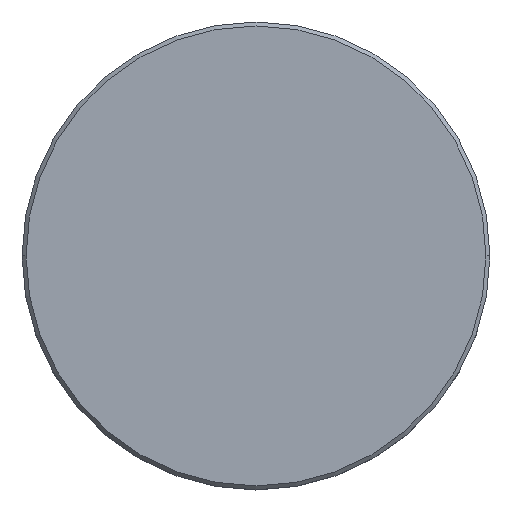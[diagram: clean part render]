
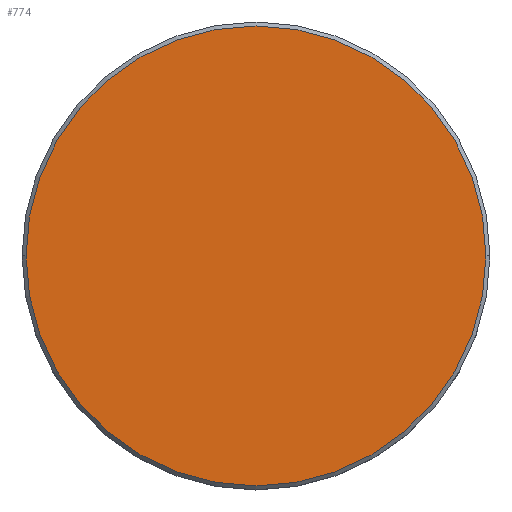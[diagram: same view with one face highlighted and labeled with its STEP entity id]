
A CAD part, top view. The second image highlights one B-rep face of the part: STEP entity #774.
In plain terms, the highlighted planar face has unit normal (0, 0, 1).
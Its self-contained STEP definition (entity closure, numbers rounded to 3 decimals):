
#12 = PLANE ( 'NONE',  #291 ) ;
#53 = DIRECTION ( 'NONE',  ( 0., 0., 1. ) ) ;
#203 = CARTESIAN_POINT ( 'NONE',  ( 0., 0., 0. ) ) ;
#207 = DIRECTION ( 'NONE',  ( 1., 0., 0. ) ) ;
#218 = ORIENTED_EDGE ( 'NONE', *, *, #514, .T. ) ;
#246 = DIRECTION ( 'NONE',  ( 1., 0., 0. ) ) ;
#291 = AXIS2_PLACEMENT_3D ( 'NONE', #203, #930, #928 ) ;
#298 = ORIENTED_EDGE ( 'NONE', *, *, #552, .T. ) ;
#351 = CARTESIAN_POINT ( 'NONE',  ( 29., 0., 0. ) ) ;
#401 = AXIS2_PLACEMENT_3D ( 'NONE', #777, #53, #207 ) ;
#461 = CIRCLE ( 'NONE', #401, 29. ) ;
#514 = EDGE_CURVE ( 'NONE', #1118, #991, #461, .T. ) ;
#552 = EDGE_CURVE ( 'NONE', #991, #1118, #1170, .T. ) ;
#647 = FACE_OUTER_BOUND ( 'NONE', #920, .T. ) ;
#774 = ADVANCED_FACE ( 'NONE', ( #647 ), #12, .T. ) ;
#777 = CARTESIAN_POINT ( 'NONE',  ( 0., 0., 0. ) ) ;
#811 = AXIS2_PLACEMENT_3D ( 'NONE', #984, #1066, #246 ) ;
#869 = CARTESIAN_POINT ( 'NONE',  ( -29., 0., 0. ) ) ;
#920 = EDGE_LOOP ( 'NONE', ( #298, #218 ) ) ;
#928 = DIRECTION ( 'NONE',  ( 1., 0., 0. ) ) ;
#930 = DIRECTION ( 'NONE',  ( 0., 0., 1. ) ) ;
#984 = CARTESIAN_POINT ( 'NONE',  ( 0., 0., 0. ) ) ;
#991 = VERTEX_POINT ( 'NONE', #869 ) ;
#1066 = DIRECTION ( 'NONE',  ( 0., 0., 1. ) ) ;
#1118 = VERTEX_POINT ( 'NONE', #351 ) ;
#1170 = CIRCLE ( 'NONE', #811, 29. ) ;
